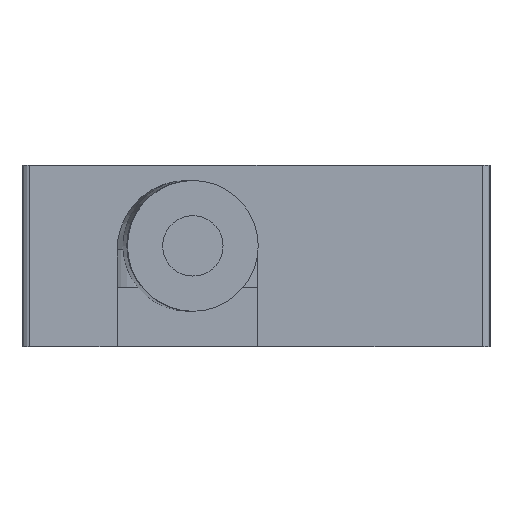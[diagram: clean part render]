
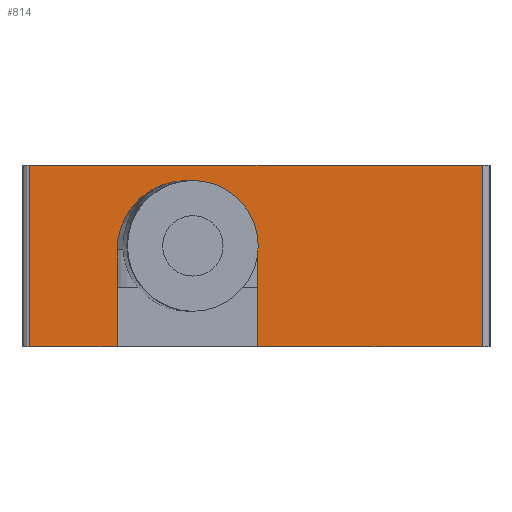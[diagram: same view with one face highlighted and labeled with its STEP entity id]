
A CAD part, left-side view. The second image highlights one B-rep face of the part: STEP entity #814.
In plain terms, the highlighted planar face has unit normal (-1, 0, 0).
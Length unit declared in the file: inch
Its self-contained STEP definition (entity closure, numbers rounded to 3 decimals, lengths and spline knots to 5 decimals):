
#35=DIRECTION('',(0.,-1.,0.));
#36=VECTOR('',#35,0.058);
#37=CARTESIAN_POINT('',(-0.235,0.15,0.));
#38=LINE('',#37,#36);
#61=DIRECTION('',(0.,-1.,0.));
#62=VECTOR('',#61,0.149);
#63=CARTESIAN_POINT('',(-0.235,-0.001,0.));
#64=LINE('',#63,#62);
#130=DIRECTION('',(0.,-1.,0.));
#131=VECTOR('',#130,0.3);
#132=CARTESIAN_POINT('',(-0.235,0.15,0.12));
#133=LINE('',#132,#131);
#284=CARTESIAN_POINT('',(-0.235,0.045,0.064));
#285=DIRECTION('',(1.,0.,0.));
#286=DIRECTION('',(0.,0.,1.));
#287=AXIS2_PLACEMENT_3D('',#284,#285,#286);
#297=DIRECTION('',(0.,1.,0.));
#298=VECTOR('',#297,0.001);
#299=CARTESIAN_POINT('',(-0.235,0.045,0.11));
#300=LINE('',#299,#298);
#301=DIRECTION('',(0.,0.,1.));
#302=VECTOR('',#301,0.064);
#303=CARTESIAN_POINT('',(-0.235,0.092,0.));
#304=LINE('',#303,#302);
#305=DIRECTION('',(0.,0.,-1.));
#306=VECTOR('',#305,0.12);
#307=CARTESIAN_POINT('',(-0.235,0.15,0.12));
#308=LINE('',#307,#306);
#309=DIRECTION('',(0.,0.,-1.));
#310=VECTOR('',#309,0.12);
#311=CARTESIAN_POINT('',(-0.235,-0.15,0.12));
#312=LINE('',#311,#310);
#313=DIRECTION('',(0.,0.,1.));
#314=VECTOR('',#313,0.064);
#315=CARTESIAN_POINT('',(-0.235,-0.001,0.));
#316=LINE('',#315,#314);
#322=CARTESIAN_POINT('',(-0.235,0.046,0.064));
#323=DIRECTION('',(1.,0.,0.));
#324=DIRECTION('',(0.,1.,0.));
#325=AXIS2_PLACEMENT_3D('',#322,#323,#324);
#370=CARTESIAN_POINT('',(-0.235,-0.001,0.));
#372=VERTEX_POINT('',#370);
#374=CARTESIAN_POINT('',(-0.235,0.092,0.));
#376=VERTEX_POINT('',#374);
#394=CARTESIAN_POINT('',(-0.235,0.15,0.));
#396=VERTEX_POINT('',#394);
#400=CARTESIAN_POINT('',(-0.235,0.15,0.12));
#401=VERTEX_POINT('',#400);
#411=CARTESIAN_POINT('',(-0.235,-0.15,0.));
#413=VERTEX_POINT('',#411);
#414=CARTESIAN_POINT('',(-0.235,-0.15,0.12));
#415=VERTEX_POINT('',#414);
#438=CARTESIAN_POINT('',(-0.235,-0.001,0.064));
#440=VERTEX_POINT('',#438);
#442=CARTESIAN_POINT('',(-0.235,0.045,0.11));
#444=VERTEX_POINT('',#442);
#449=CARTESIAN_POINT('',(-0.235,0.046,0.11));
#451=VERTEX_POINT('',#449);
#453=CARTESIAN_POINT('',(-0.235,0.092,0.064));
#455=VERTEX_POINT('',#453);
#793=CARTESIAN_POINT('',(-0.235,0.155,0.));
#794=DIRECTION('',(-1.,0.,0.));
#795=DIRECTION('',(0.,-1.,0.));
#796=AXIS2_PLACEMENT_3D('',#793,#794,#795);
#797=PLANE('',#796);
#798=ORIENTED_EDGE('',*,*,#760,.T.);
#800=ORIENTED_EDGE('',*,*,#799,.F.);
#802=ORIENTED_EDGE('',*,*,#801,.F.);
#803=ORIENTED_EDGE('',*,*,#479,.F.);
#805=ORIENTED_EDGE('',*,*,#804,.F.);
#806=ORIENTED_EDGE('',*,*,#546,.T.);
#808=ORIENTED_EDGE('',*,*,#807,.T.);
#809=ORIENTED_EDGE('',*,*,#491,.F.);
#810=ORIENTED_EDGE('',*,*,#786,.T.);
#811=ORIENTED_EDGE('',*,*,#775,.F.);
#812=EDGE_LOOP('',(#798,#800,#802,#803,#805,#806,#808,#809,#810,#811));
#813=FACE_OUTER_BOUND('',#812,.F.);
#814=ADVANCED_FACE('',(#813),#797,.T.);
#288=CIRCLE('',#287,0.046);
#326=CIRCLE('',#325,0.046);
#479=EDGE_CURVE('',#396,#376,#38,.T.);
#491=EDGE_CURVE('',#372,#413,#64,.T.);
#546=EDGE_CURVE('',#401,#415,#133,.T.);
#760=EDGE_CURVE('',#444,#451,#300,.T.);
#775=EDGE_CURVE('',#444,#440,#288,.T.);
#786=EDGE_CURVE('',#372,#440,#316,.T.);
#799=EDGE_CURVE('',#455,#451,#326,.T.);
#801=EDGE_CURVE('',#376,#455,#304,.T.);
#804=EDGE_CURVE('',#401,#396,#308,.T.);
#807=EDGE_CURVE('',#415,#413,#312,.T.);
